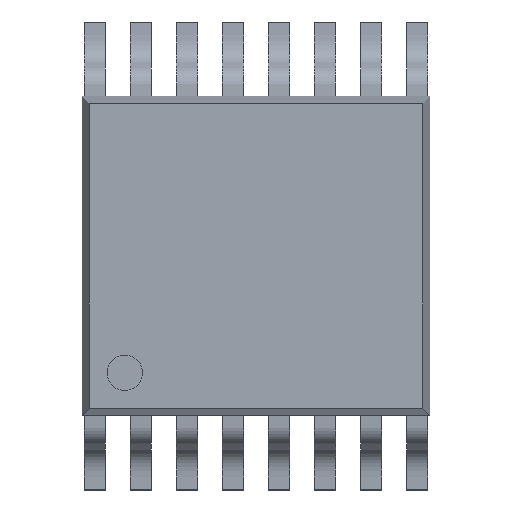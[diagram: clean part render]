
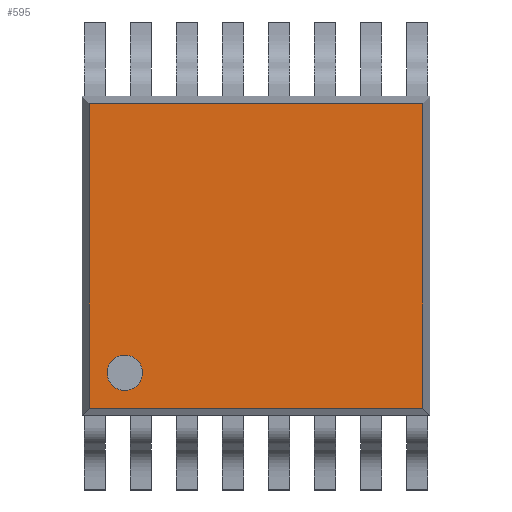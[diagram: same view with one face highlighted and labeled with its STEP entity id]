
A CAD part, top view. The second image highlights one B-rep face of the part: STEP entity #595.
In plain terms, the highlighted planar face has unit normal (0, 0, 1).
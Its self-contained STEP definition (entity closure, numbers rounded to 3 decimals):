
#44 = DIRECTION ( 'NONE',  ( 0., -1., 0. ) ) ;
#66 = AXIS2_PLACEMENT_3D ( 'NONE', #208, #145, #429 ) ;
#68 = CARTESIAN_POINT ( 'NONE',  ( 2.35, 2.25, 0.55 ) ) ;
#74 = DIRECTION ( 'NONE',  ( 1., 0., 0. ) ) ;
#77 = LINE ( 'NONE', #330, #550 ) ;
#85 = PLANE ( 'NONE',  #66 ) ;
#106 = CARTESIAN_POINT ( 'NONE',  ( -2.35, 2.25, 0.55 ) ) ;
#111 = ORIENTED_EDGE ( 'NONE', *, *, #426, .F. ) ;
#130 = EDGE_LOOP ( 'NONE', ( #903, #192 ) ) ;
#145 = DIRECTION ( 'NONE',  ( 0., 0., -1. ) ) ;
#151 = CARTESIAN_POINT ( 'NONE',  ( 2.35, -2.15, 0.55 ) ) ;
#161 = CIRCLE ( 'NONE', #558, 0.25 ) ;
#192 = ORIENTED_EDGE ( 'NONE', *, *, #794, .F. ) ;
#194 = VECTOR ( 'NONE', #44, 1000. ) ;
#208 = CARTESIAN_POINT ( 'NONE',  ( 0., 0., 0.55 ) ) ;
#233 = EDGE_CURVE ( 'NONE', #510, #698, #835, .T. ) ;
#242 = EDGE_CURVE ( 'NONE', #346, #725, #853, .T. ) ;
#258 = VECTOR ( 'NONE', #841, 1000. ) ;
#261 = EDGE_LOOP ( 'NONE', ( #111, #569, #750, #634 ) ) ;
#264 = DIRECTION ( 'NONE',  ( -1., 0., 0. ) ) ;
#270 = EDGE_CURVE ( 'NONE', #739, #698, #77, .T. ) ;
#287 = CARTESIAN_POINT ( 'NONE',  ( -2.1, -1.65, 0.55 ) ) ;
#330 = CARTESIAN_POINT ( 'NONE',  ( 2.45, -2.15, 0.55 ) ) ;
#340 = CARTESIAN_POINT ( 'NONE',  ( -2.35, -2.15, 0.55 ) ) ;
#346 = VERTEX_POINT ( 'NONE', #549 ) ;
#355 = DIRECTION ( 'NONE',  ( 0., 0., 1. ) ) ;
#389 = FACE_OUTER_BOUND ( 'NONE', #261, .T. ) ;
#399 = DIRECTION ( 'NONE',  ( 0., 0., 1. ) ) ;
#426 = EDGE_CURVE ( 'NONE', #727, #739, #823, .T. ) ;
#429 = DIRECTION ( 'NONE',  ( -1., 0., 0. ) ) ;
#431 = CARTESIAN_POINT ( 'NONE',  ( -1.85, -1.65, 0.55 ) ) ;
#477 = FACE_BOUND ( 'NONE', #130, .T. ) ;
#510 = VERTEX_POINT ( 'NONE', #914 ) ;
#511 = VECTOR ( 'NONE', #722, 1000. ) ;
#549 = CARTESIAN_POINT ( 'NONE',  ( -1.6, -1.65, 0.55 ) ) ;
#550 = VECTOR ( 'NONE', #264, 1000. ) ;
#558 = AXIS2_PLACEMENT_3D ( 'NONE', #431, #355, #74 ) ;
#569 = ORIENTED_EDGE ( 'NONE', *, *, #769, .T. ) ;
#586 = CARTESIAN_POINT ( 'NONE',  ( 2.35, 2.15, 0.55 ) ) ;
#595 = ADVANCED_FACE ( 'NONE', ( #477, #389 ), #85, .F. ) ;
#634 = ORIENTED_EDGE ( 'NONE', *, *, #270, .F. ) ;
#679 = CARTESIAN_POINT ( 'NONE',  ( -1.85, -1.65, 0.55 ) ) ;
#698 = VERTEX_POINT ( 'NONE', #340 ) ;
#722 = DIRECTION ( 'NONE',  ( -1., 0., 0. ) ) ;
#725 = VERTEX_POINT ( 'NONE', #287 ) ;
#727 = VERTEX_POINT ( 'NONE', #586 ) ;
#739 = VERTEX_POINT ( 'NONE', #151 ) ;
#750 = ORIENTED_EDGE ( 'NONE', *, *, #233, .T. ) ;
#769 = EDGE_CURVE ( 'NONE', #727, #510, #905, .T. ) ;
#778 = CARTESIAN_POINT ( 'NONE',  ( 2.45, 2.15, 0.55 ) ) ;
#794 = EDGE_CURVE ( 'NONE', #725, #346, #161, .T. ) ;
#823 = LINE ( 'NONE', #68, #258 ) ;
#835 = LINE ( 'NONE', #106, #194 ) ;
#841 = DIRECTION ( 'NONE',  ( 0., -1., 0. ) ) ;
#853 = CIRCLE ( 'NONE', #876, 0.25 ) ;
#876 = AXIS2_PLACEMENT_3D ( 'NONE', #679, #399, #900 ) ;
#900 = DIRECTION ( 'NONE',  ( 1., 0., 0. ) ) ;
#903 = ORIENTED_EDGE ( 'NONE', *, *, #242, .F. ) ;
#905 = LINE ( 'NONE', #778, #511 ) ;
#914 = CARTESIAN_POINT ( 'NONE',  ( -2.35, 2.15, 0.55 ) ) ;
